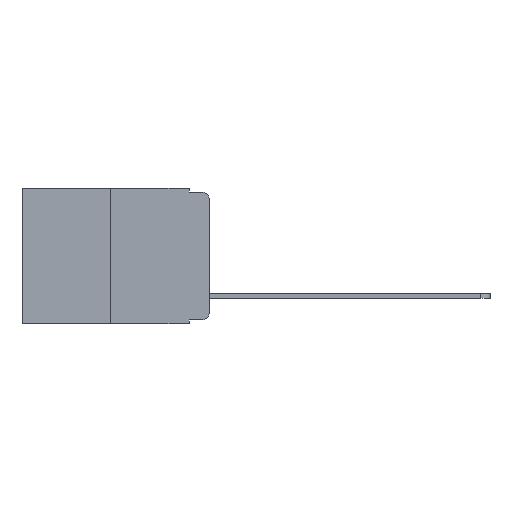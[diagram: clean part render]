
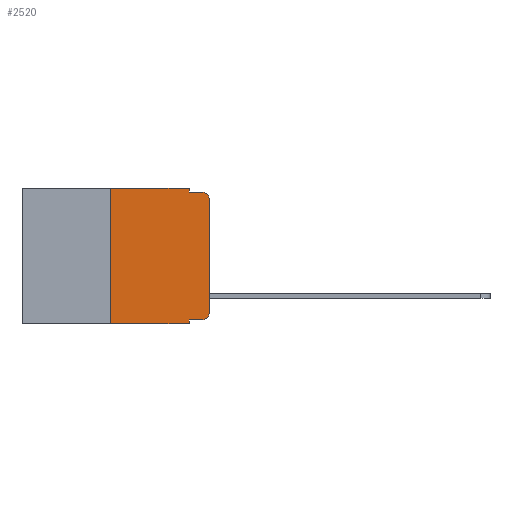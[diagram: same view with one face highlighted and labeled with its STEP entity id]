
A CAD part, left-side view. The second image highlights one B-rep face of the part: STEP entity #2520.
In plain terms, the highlighted planar face has unit normal (-1, 0, 0).
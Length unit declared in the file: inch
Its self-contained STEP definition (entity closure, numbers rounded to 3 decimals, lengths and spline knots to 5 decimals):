
#1197 = VERTEX_POINT ( 'NONE', #11941 ) ;
#1367 = DIRECTION ( 'NONE',  ( 0., -1., 0. ) ) ;
#2145 = DIRECTION ( 'NONE',  ( -1., 0., 0. ) ) ;
#2180 = EDGE_CURVE ( 'NONE', #1197, #4818, #17432, .T. ) ;
#2240 = DIRECTION ( 'NONE',  ( 0., -1., 0. ) ) ;
#2369 = DIRECTION ( 'NONE',  ( 0., -1., 0. ) ) ;
#2385 = ORIENTED_EDGE ( 'NONE', *, *, #11779, .F. ) ;
#2520 = ADVANCED_FACE ( 'NONE', ( #15249 ), #16908, .F. ) ;
#2608 = VERTEX_POINT ( 'NONE', #17039 ) ;
#2885 = VERTEX_POINT ( 'NONE', #3648 ) ;
#3127 = CARTESIAN_POINT ( 'NONE',  ( 0., 0.051, -0.333 ) ) ;
#3201 = VERTEX_POINT ( 'NONE', #4179 ) ;
#3333 = VECTOR ( 'NONE', #4966, 39.37008 ) ;
#3350 = DIRECTION ( 'NONE',  ( 0., 0., 1. ) ) ;
#3386 = VECTOR ( 'NONE', #16316, 39.37008 ) ;
#3409 = VECTOR ( 'NONE', #3350, 39.37008 ) ;
#3648 = CARTESIAN_POINT ( 'NONE',  ( 0., 0., -0.03 ) ) ;
#3732 = ORIENTED_EDGE ( 'NONE', *, *, #8251, .T. ) ;
#3817 = CARTESIAN_POINT ( 'NONE',  ( 0., 0.473, 0. ) ) ;
#4179 = CARTESIAN_POINT ( 'NONE',  ( 0., 0., -0.313 ) ) ;
#4202 = CARTESIAN_POINT ( 'NONE',  ( 0., 0.051, -0.01 ) ) ;
#4340 = CARTESIAN_POINT ( 'NONE',  ( 0., 0.051, 0. ) ) ;
#4411 = VERTEX_POINT ( 'NONE', #4340 ) ;
#4818 = VERTEX_POINT ( 'NONE', #9814 ) ;
#4966 = DIRECTION ( 'NONE',  ( 0., -1., 0. ) ) ;
#5621 = CARTESIAN_POINT ( 'NONE',  ( 0., 0.25, 0. ) ) ;
#5697 = ORIENTED_EDGE ( 'NONE', *, *, #16088, .T. ) ;
#5798 = CARTESIAN_POINT ( 'NONE',  ( 0., 0.051, 0. ) ) ;
#6123 = ORIENTED_EDGE ( 'NONE', *, *, #10915, .F. ) ;
#6360 = CARTESIAN_POINT ( 'NONE',  ( 0., 0.25, 0. ) ) ;
#6404 = EDGE_CURVE ( 'NONE', #11732, #3201, #8790, .T. ) ;
#6620 = VECTOR ( 'NONE', #9094, 39.37008 ) ;
#6964 = CIRCLE ( 'NONE', #13171, 0.02 ) ;
#6991 = ORIENTED_EDGE ( 'NONE', *, *, #9141, .F. ) ;
#7031 = VECTOR ( 'NONE', #17425, 39.37008 ) ;
#7095 = AXIS2_PLACEMENT_3D ( 'NONE', #15661, #7838, #16917 ) ;
#7167 = VERTEX_POINT ( 'NONE', #17407 ) ;
#7276 = VECTOR ( 'NONE', #2240, 39.37008 ) ;
#7323 = VERTEX_POINT ( 'NONE', #3127 ) ;
#7601 = EDGE_CURVE ( 'NONE', #15965, #4411, #10640, .T. ) ;
#7838 = DIRECTION ( 'NONE',  ( -1., 0., 0. ) ) ;
#7973 = CARTESIAN_POINT ( 'NONE',  ( 0., 0.473, 0. ) ) ;
#8251 = EDGE_CURVE ( 'NONE', #7323, #11732, #17240, .T. ) ;
#8433 = CARTESIAN_POINT ( 'NONE',  ( 0., 0.051, 0. ) ) ;
#8790 = CIRCLE ( 'NONE', #7095, 0.02 ) ;
#9094 = DIRECTION ( 'NONE',  ( 0., 0., 1. ) ) ;
#9141 = EDGE_CURVE ( 'NONE', #7323, #4818, #11060, .T. ) ;
#9302 = ORIENTED_EDGE ( 'NONE', *, *, #12676, .T. ) ;
#9715 = ORIENTED_EDGE ( 'NONE', *, *, #7601, .F. ) ;
#9814 = CARTESIAN_POINT ( 'NONE',  ( 0., 0.051, -0.343 ) ) ;
#10015 = EDGE_CURVE ( 'NONE', #1197, #15965, #14079, .T. ) ;
#10383 = CARTESIAN_POINT ( 'NONE',  ( 0., 0.02, -0.03 ) ) ;
#10480 = CARTESIAN_POINT ( 'NONE',  ( 0., 0.051, -0.333 ) ) ;
#10586 = LINE ( 'NONE', #8433, #7031 ) ;
#10640 = LINE ( 'NONE', #3817, #17066 ) ;
#10915 = EDGE_CURVE ( 'NONE', #4411, #7167, #10586, .T. ) ;
#11060 = LINE ( 'NONE', #5798, #3386 ) ;
#11480 = CARTESIAN_POINT ( 'NONE',  ( 0., 0., 0. ) ) ;
#11704 = DIRECTION ( 'NONE',  ( 0., 0., -1. ) ) ;
#11732 = VERTEX_POINT ( 'NONE', #17283 ) ;
#11779 = EDGE_CURVE ( 'NONE', #7167, #2608, #16587, .T. ) ;
#11941 = CARTESIAN_POINT ( 'NONE',  ( 0., 0.25, -0.343 ) ) ;
#12676 = EDGE_CURVE ( 'NONE', #2885, #2608, #6964, .T. ) ;
#13171 = AXIS2_PLACEMENT_3D ( 'NONE', #10383, #2145, #11704 ) ;
#13233 = VECTOR ( 'NONE', #1367, 39.37008 ) ;
#13234 = DIRECTION ( 'NONE',  ( 0., 0., -1. ) ) ;
#13318 = CARTESIAN_POINT ( 'NONE',  ( 0., 0.473, -0.343 ) ) ;
#13649 = ORIENTED_EDGE ( 'NONE', *, *, #10015, .F. ) ;
#13759 = LINE ( 'NONE', #11480, #3409 ) ;
#14079 = LINE ( 'NONE', #6360, #6620 ) ;
#14417 = ORIENTED_EDGE ( 'NONE', *, *, #6404, .T. ) ;
#15249 = FACE_OUTER_BOUND ( 'NONE', #15915, .T. ) ;
#15661 = CARTESIAN_POINT ( 'NONE',  ( 0., 0.02, -0.313 ) ) ;
#15915 = EDGE_LOOP ( 'NONE', ( #5697, #9302, #2385, #6123, #9715, #13649, #16982, #6991, #3732, #14417 ) ) ;
#15965 = VERTEX_POINT ( 'NONE', #5621 ) ;
#16088 = EDGE_CURVE ( 'NONE', #3201, #2885, #13759, .T. ) ;
#16316 = DIRECTION ( 'NONE',  ( 0., 0., -1. ) ) ;
#16561 = AXIS2_PLACEMENT_3D ( 'NONE', #7973, #17237, #13234 ) ;
#16587 = LINE ( 'NONE', #4202, #13233 ) ;
#16908 = PLANE ( 'NONE',  #16561 ) ;
#16917 = DIRECTION ( 'NONE',  ( 0., 0., -1. ) ) ;
#16982 = ORIENTED_EDGE ( 'NONE', *, *, #2180, .T. ) ;
#17039 = CARTESIAN_POINT ( 'NONE',  ( 0., 0.02, -0.01 ) ) ;
#17066 = VECTOR ( 'NONE', #2369, 39.37008 ) ;
#17237 = DIRECTION ( 'NONE',  ( 1., 0., 0. ) ) ;
#17240 = LINE ( 'NONE', #10480, #7276 ) ;
#17283 = CARTESIAN_POINT ( 'NONE',  ( 0., 0.02, -0.333 ) ) ;
#17407 = CARTESIAN_POINT ( 'NONE',  ( 0., 0.051, -0.01 ) ) ;
#17425 = DIRECTION ( 'NONE',  ( 0., 0., -1. ) ) ;
#17432 = LINE ( 'NONE', #13318, #3333 ) ;
